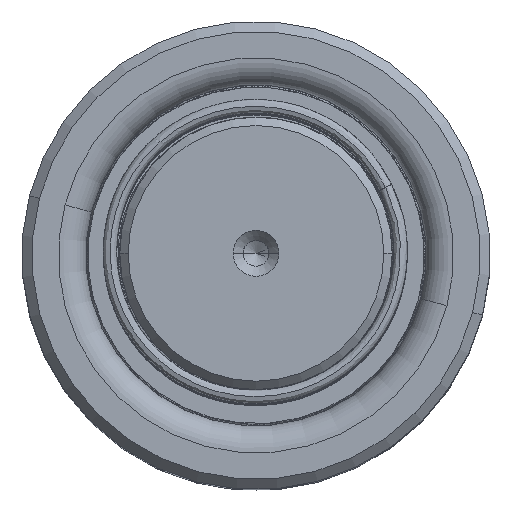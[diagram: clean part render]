
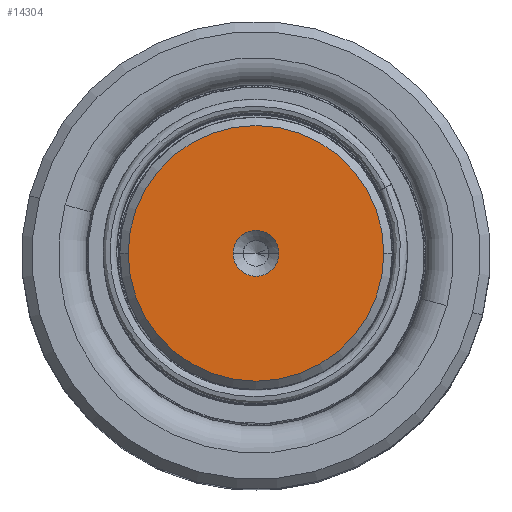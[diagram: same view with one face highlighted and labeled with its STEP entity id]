
A CAD part, top view. The second image highlights one B-rep face of the part: STEP entity #14304.
In plain terms, the highlighted planar face has unit normal (0, 0, 1).
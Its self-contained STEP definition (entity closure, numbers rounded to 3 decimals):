
#3169 = PLANE ( 'NONE',  #17184 ) ;
#3915 = DIRECTION ( 'NONE',  ( 1., 0., 0. ) ) ;
#9818 = DIRECTION ( 'NONE',  ( 0., 0., 1. ) ) ;
#10049 = DIRECTION ( 'NONE',  ( 1., 0., 0. ) ) ;
#12177 = CARTESIAN_POINT ( 'NONE',  ( 2.7, 0., 220. ) ) ;
#12530 = AXIS2_PLACEMENT_3D ( 'NONE', #31632, #13883, #10049 ) ;
#12745 = CARTESIAN_POINT ( 'NONE',  ( 0., 0., 220. ) ) ;
#13883 = DIRECTION ( 'NONE',  ( 0., 0., 1. ) ) ;
#14304 = ADVANCED_FACE ( 'NONE', ( #36163, #23735 ), #3169, .T. ) ;
#15177 = EDGE_CURVE ( 'NONE', #32596, #43510, #28516, .T. ) ;
#15703 = CARTESIAN_POINT ( 'NONE',  ( 0., 0., 220. ) ) ;
#16473 = ORIENTED_EDGE ( 'NONE', *, *, #15177, .F. ) ;
#17184 = AXIS2_PLACEMENT_3D ( 'NONE', #56361, #39217, #3915 ) ;
#18809 = CIRCLE ( 'NONE', #32077, 15.011 ) ;
#19490 = EDGE_CURVE ( 'NONE', #47193, #32564, #18809, .T. ) ;
#19786 = CARTESIAN_POINT ( 'NONE',  ( -2.7, 0., 220. ) ) ;
#21959 = CIRCLE ( 'NONE', #36668, 15.011 ) ;
#23113 = CARTESIAN_POINT ( 'NONE',  ( 0., 0., 220. ) ) ;
#23735 = FACE_OUTER_BOUND ( 'NONE', #25226, .T. ) ;
#23916 = CARTESIAN_POINT ( 'NONE',  ( -15.011, 0., 220. ) ) ;
#25226 = EDGE_LOOP ( 'NONE', ( #30767, #51064 ) ) ;
#27237 = ORIENTED_EDGE ( 'NONE', *, *, #44138, .F. ) ;
#27566 = DIRECTION ( 'NONE',  ( 0., 0., 1. ) ) ;
#27767 = DIRECTION ( 'NONE',  ( 1., 0., 0. ) ) ;
#28516 = CIRCLE ( 'NONE', #47851, 2.7 ) ;
#30276 = EDGE_LOOP ( 'NONE', ( #16473, #27237 ) ) ;
#30767 = ORIENTED_EDGE ( 'NONE', *, *, #30986, .T. ) ;
#30986 = EDGE_CURVE ( 'NONE', #32564, #47193, #21959, .T. ) ;
#31632 = CARTESIAN_POINT ( 'NONE',  ( 0., 0., 220. ) ) ;
#32077 = AXIS2_PLACEMENT_3D ( 'NONE', #15703, #46554, #33657 ) ;
#32564 = VERTEX_POINT ( 'NONE', #23916 ) ;
#32596 = VERTEX_POINT ( 'NONE', #12177 ) ;
#33501 = CARTESIAN_POINT ( 'NONE',  ( 15.011, 0., 220. ) ) ;
#33657 = DIRECTION ( 'NONE',  ( 1., 0., 0. ) ) ;
#36163 = FACE_BOUND ( 'NONE', #30276, .T. ) ;
#36668 = AXIS2_PLACEMENT_3D ( 'NONE', #12745, #9818, #39709 ) ;
#39217 = DIRECTION ( 'NONE',  ( 0., 0., 1. ) ) ;
#39709 = DIRECTION ( 'NONE',  ( 1., 0., 0. ) ) ;
#43510 = VERTEX_POINT ( 'NONE', #19786 ) ;
#44138 = EDGE_CURVE ( 'NONE', #43510, #32596, #53285, .T. ) ;
#46554 = DIRECTION ( 'NONE',  ( 0., 0., 1. ) ) ;
#47193 = VERTEX_POINT ( 'NONE', #33501 ) ;
#47851 = AXIS2_PLACEMENT_3D ( 'NONE', #23113, #27566, #27767 ) ;
#51064 = ORIENTED_EDGE ( 'NONE', *, *, #19490, .T. ) ;
#53285 = CIRCLE ( 'NONE', #12530, 2.7 ) ;
#56361 = CARTESIAN_POINT ( 'NONE',  ( 0., 0., 220. ) ) ;
